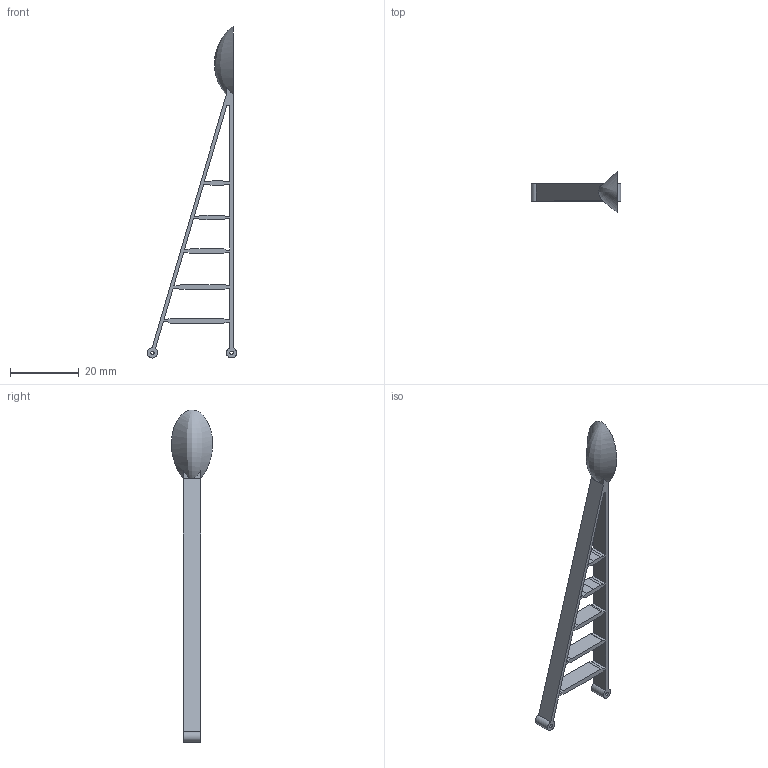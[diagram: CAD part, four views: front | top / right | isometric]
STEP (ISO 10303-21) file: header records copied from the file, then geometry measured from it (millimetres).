
FILE_DESCRIPTION(/* description */ ('STEP AP214'),/* implementation_level */ '2;1');
FILE_NAME(/* name */ '61fa9e31de1f9b6a4c35e559',/* time_stamp */ '2022-02-02T15:07:30+00:00',/* author */ (''),/* organization */ (''),/* preprocessor_version */ 'ST-DEVELOPER v18.101',/* originating_system */ ' ',/* authorisation */ ' ');
FILE_SCHEMA (('AUTOMOTIVE_DESIGN {1 0 10303 214 3 1 1}'));
Length unit declared in the file: metre
Products named in the file (1): Doigt droit
Bounding box: 26.02 x 12 x 96.5 mm (x, y, z)
Volume: 1529.2 mm3; surface area: 3217.1 mm2
Topology: 1 solids, 1 shells, 78 faces, 233 edges, 155 vertices
Faces by surface type: plane 72, cylinder 4, bspline 2
Full cylindrical faces by diameter (mm): 1 x1
Entity records: 2944 total; most frequent: CARTESIAN_POINT 824, ORIENTED_EDGE 458, DIRECTION 378, EDGE_CURVE 229, LINE 208, VECTOR 208, VERTEX_POINT 155, EDGE_LOOP 94
